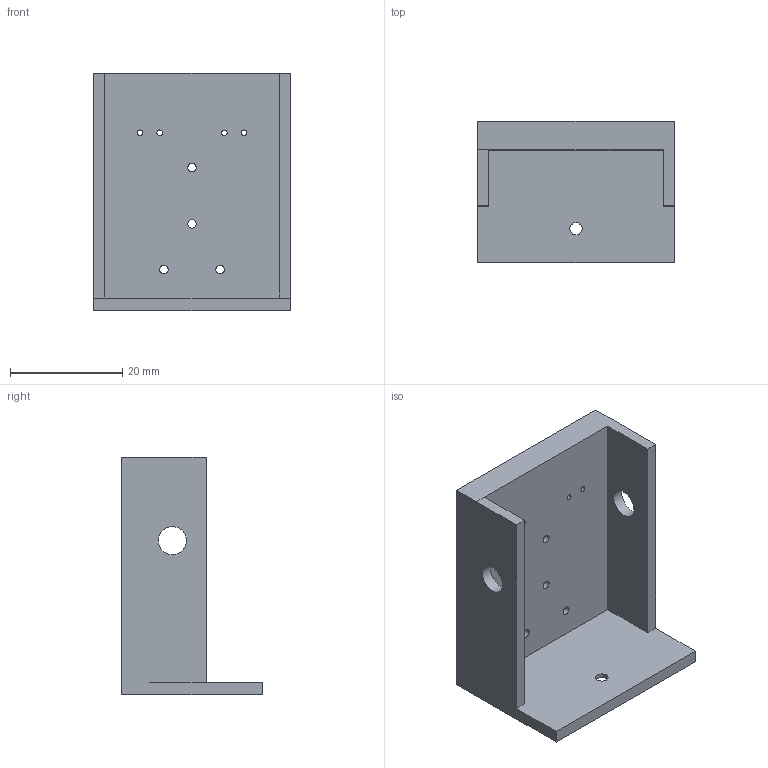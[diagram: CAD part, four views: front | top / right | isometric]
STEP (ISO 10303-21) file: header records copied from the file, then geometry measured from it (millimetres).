
FILE_DESCRIPTION(('FreeCAD Model'),'2;1');
FILE_NAME('Franky con servo.step','2020-04-25T18:34:37',('Author'),( ''),'Open CASCADE STEP processor 7.3','FreeCAD','Unknown');
FILE_SCHEMA(('AUTOMOTIVE_DESIGN { 1 0 10303 214 1 1 1 1 }'));
Length unit declared in the file: millimetre
Products named in the file (1): Franky_con_servo
Bounding box: 35 x 25 x 42.3 mm (x, y, z)
Volume: 10169.3 mm3; surface area: 7130.6 mm2
Topology: 1 solids, 1 shells, 37 faces, 92 edges, 61 vertices
Faces by surface type: plane 21, cylinder 16
Full cylindrical faces by diameter (mm): 0.986 x1, 1 x3, 1.5 x4, 1.501 x1, 2.2 x1, 5 x2, 6 x2
Entity records: 2668 total; most frequent: CARTESIAN_POINT 490, DIRECTION 359, LINE 205, VECTOR 205, ORIENTED_EDGE 184, PCURVE 184, DEFINITIONAL_REPRESENTATION 184, EDGE_CURVE 92
